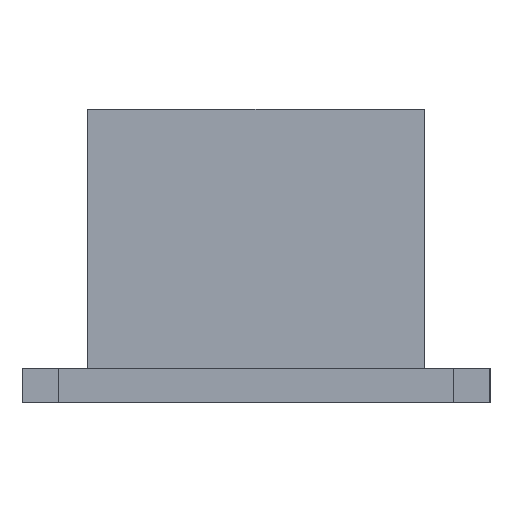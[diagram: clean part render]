
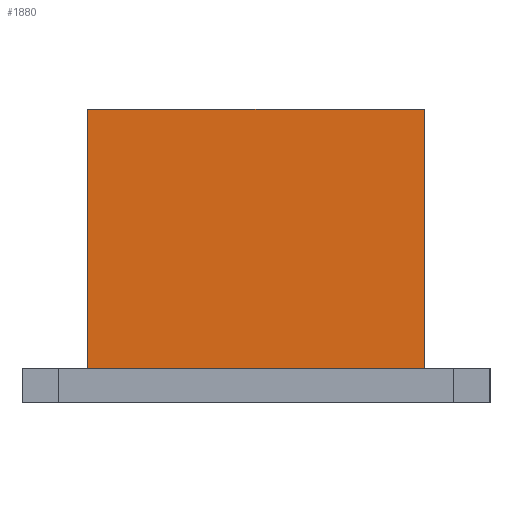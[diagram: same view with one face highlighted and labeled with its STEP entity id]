
A CAD part, left-side view. The second image highlights one B-rep face of the part: STEP entity #1880.
In plain terms, the highlighted planar face has unit normal (-1, 0, 0).
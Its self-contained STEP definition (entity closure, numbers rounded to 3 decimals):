
#1782 = EDGE_CURVE('',#1783,#1785,#1787,.T.);
#1783 = VERTEX_POINT('',#1784);
#1784 = CARTESIAN_POINT('',(46.835,-7.9,0.));
#1785 = VERTEX_POINT('',#1786);
#1786 = CARTESIAN_POINT('',(46.835,-7.9,12.2));
#1787 = LINE('',#1788,#1789);
#1788 = CARTESIAN_POINT('',(46.835,-7.9,0.));
#1789 = VECTOR('',#1790,1.);
#1790 = DIRECTION('',(0.,0.,1.));
#1855 = VERTEX_POINT('',#1856);
#1856 = CARTESIAN_POINT('',(46.835,7.9,12.2));
#1862 = EDGE_CURVE('',#1863,#1855,#1865,.T.);
#1863 = VERTEX_POINT('',#1864);
#1864 = CARTESIAN_POINT('',(46.835,7.9,0.));
#1865 = LINE('',#1866,#1867);
#1866 = CARTESIAN_POINT('',(46.835,7.9,0.));
#1867 = VECTOR('',#1868,1.);
#1868 = DIRECTION('',(0.,0.,1.));
#1880 = ADVANCED_FACE('',(#1881),#1897,.F.);
#1881 = FACE_BOUND('',#1882,.F.);
#1882 = EDGE_LOOP('',(#1883,#1884,#1890,#1891));
#1883 = ORIENTED_EDGE('',*,*,#1862,.T.);
#1884 = ORIENTED_EDGE('',*,*,#1885,.T.);
#1885 = EDGE_CURVE('',#1855,#1785,#1886,.T.);
#1886 = LINE('',#1887,#1888);
#1887 = CARTESIAN_POINT('',(46.835,7.9,12.2));
#1888 = VECTOR('',#1889,1.);
#1889 = DIRECTION('',(0.,-1.,0.));
#1890 = ORIENTED_EDGE('',*,*,#1782,.F.);
#1891 = ORIENTED_EDGE('',*,*,#1892,.F.);
#1892 = EDGE_CURVE('',#1863,#1783,#1893,.T.);
#1893 = LINE('',#1894,#1895);
#1894 = CARTESIAN_POINT('',(46.835,7.9,0.));
#1895 = VECTOR('',#1896,1.);
#1896 = DIRECTION('',(0.,-1.,0.));
#1897 = PLANE('',#1898);
#1898 = AXIS2_PLACEMENT_3D('',#1899,#1900,#1901);
#1899 = CARTESIAN_POINT('',(46.835,7.9,0.));
#1900 = DIRECTION('',(1.,0.,0.));
#1901 = DIRECTION('',(0.,-1.,0.));
